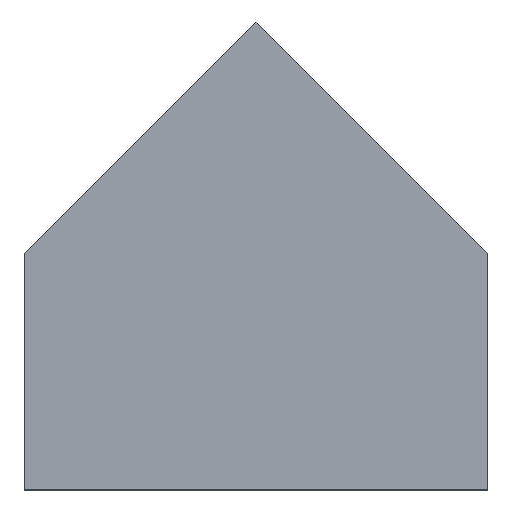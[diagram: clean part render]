
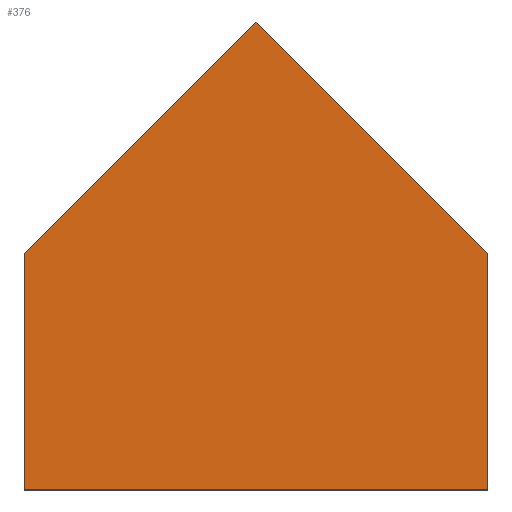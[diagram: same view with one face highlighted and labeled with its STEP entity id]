
A CAD part, top view. The second image highlights one B-rep face of the part: STEP entity #376.
In plain terms, the highlighted planar face has unit normal (0, 0, 1).
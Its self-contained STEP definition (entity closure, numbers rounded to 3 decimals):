
#46=FACE_OUTER_BOUND('',#69,.T.);
#69=EDGE_LOOP('',(#334,#335,#336,#337,#338));
#89=LINE('',#565,#134);
#92=LINE('',#570,#137);
#94=LINE('',#574,#139);
#96=LINE('',#578,#141);
#97=LINE('',#580,#142);
#134=VECTOR('',#455,10.);
#137=VECTOR('',#460,10.);
#139=VECTOR('',#464,10.);
#141=VECTOR('',#468,10.);
#142=VECTOR('',#471,10.);
#179=VERTEX_POINT('',#562);
#180=VERTEX_POINT('',#564);
#181=VERTEX_POINT('',#568);
#182=VERTEX_POINT('',#572);
#183=VERTEX_POINT('',#576);
#213=EDGE_CURVE('',#180,#179,#89,.T.);
#216=EDGE_CURVE('',#179,#181,#92,.T.);
#218=EDGE_CURVE('',#181,#182,#94,.T.);
#220=EDGE_CURVE('',#182,#183,#96,.T.);
#221=EDGE_CURVE('',#183,#180,#97,.T.);
#334=ORIENTED_EDGE('',*,*,#216,.T.);
#335=ORIENTED_EDGE('',*,*,#218,.T.);
#336=ORIENTED_EDGE('',*,*,#220,.T.);
#337=ORIENTED_EDGE('',*,*,#221,.T.);
#338=ORIENTED_EDGE('',*,*,#213,.T.);
#356=PLANE('',#423);
#376=ADVANCED_FACE('',(#46),#356,.T.);
#423=AXIS2_PLACEMENT_3D('',#620,#517,#518);
#455=DIRECTION('',(1.,0.,0.));
#460=DIRECTION('',(0.,1.,0.));
#464=DIRECTION('',(-0.707,0.707,0.));
#468=DIRECTION('',(-0.707,-0.707,0.));
#471=DIRECTION('',(0.,-1.,0.));
#517=DIRECTION('center_axis',(0.,0.,1.));
#518=DIRECTION('ref_axis',(1.,0.,0.));
#562=CARTESIAN_POINT('',(61.569,-4.,5.));
#564=CARTESIAN_POINT('',(-61.569,-4.,5.));
#565=CARTESIAN_POINT('',(-61.569,-4.,5.));
#568=CARTESIAN_POINT('',(61.569,58.64,5.));
#570=CARTESIAN_POINT('',(61.569,-4.,5.));
#572=CARTESIAN_POINT('',(0.,120.208,5.));
#574=CARTESIAN_POINT('',(61.569,58.64,5.));
#576=CARTESIAN_POINT('',(-61.569,58.64,5.));
#578=CARTESIAN_POINT('',(0.,120.208,5.));
#580=CARTESIAN_POINT('',(-61.569,58.64,5.));
#620=CARTESIAN_POINT('Origin',(0.,56.569,5.));
